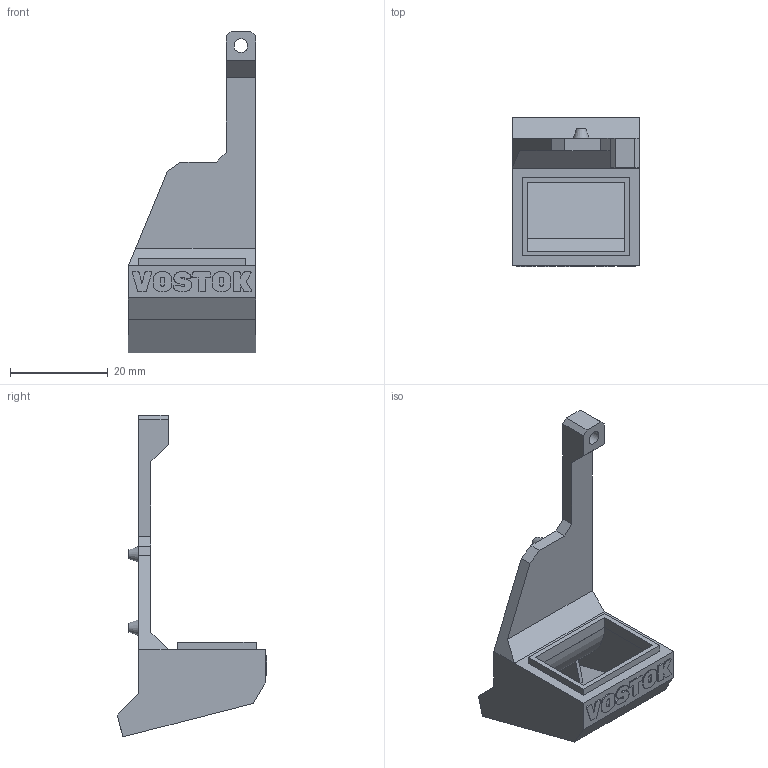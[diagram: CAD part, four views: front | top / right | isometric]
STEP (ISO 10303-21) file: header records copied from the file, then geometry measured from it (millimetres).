
FILE_DESCRIPTION(/* description */ (''),/* implementation_level */ '2;1');
FILE_NAME(/* name */ 'V06-01-01-02-02(L) - BMG e3d v6 5020 fan duct.step',/* time_stamp */ '2021-12-04T22:14:51+03:00',/* author */ (''),/* organization */ (''),/* preprocessor_version */ 'ST-DEVELOPER v18.1',/* originating_system */ 'Autodesk Translation Framework v10.10.0.1391',/* authorisation */ '');
FILE_SCHEMA (('AUTOMOTIVE_DESIGN { 1 0 10303 214 3 1 1 }'));
Length unit declared in the file: millimetre
Products named in the file (1): V06-01-01-02-02(L) - BMG e3d v6 5020 fan duct
Bounding box: 26 x 30.61 x 65.9 mm (x, y, z)
Volume: 6019.2 mm3; surface area: 6538.2 mm2
Topology: 1 solids, 1 shells, 246 faces, 700 edges, 464 vertices
Faces by surface type: bspline 150, plane 91, cylinder 3, cone 2
Full cylindrical faces by diameter (mm): 2.8 x1, 10.2 x1
Entity records: 8197 total; most frequent: CARTESIAN_POINT 2761, ORIENTED_EDGE 1400, EDGE_CURVE 700, DIRECTION 611, VERTEX_POINT 464, LINE 383, VECTOR 383, B_SPLINE_CURVE_WITH_KNOTS 300
